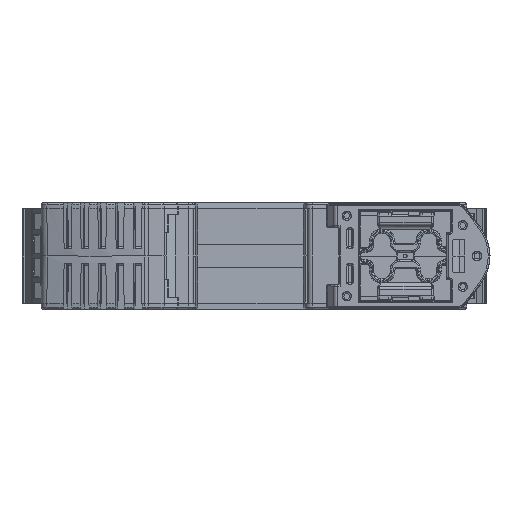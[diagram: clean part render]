
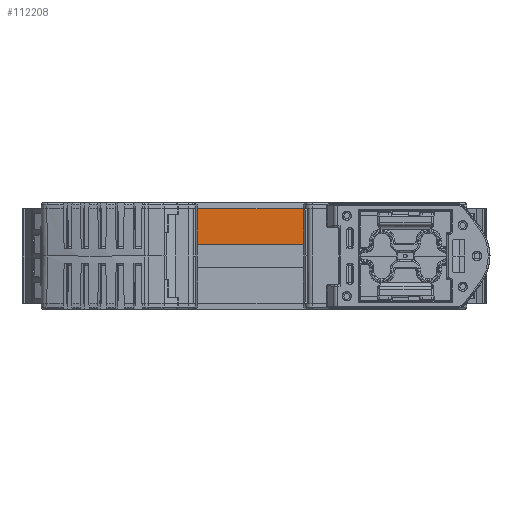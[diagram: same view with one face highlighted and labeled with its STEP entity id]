
A CAD part, left-side view. The second image highlights one B-rep face of the part: STEP entity #112208.
In plain terms, the highlighted planar face has unit normal (-1, 0, -0.009).
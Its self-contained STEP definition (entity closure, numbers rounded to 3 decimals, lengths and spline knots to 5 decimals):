
#2993 = VECTOR ( 'NONE', #84593, 39.37008 ) ;
#3661 = LINE ( 'NONE', #93546, #2993 ) ;
#4453 = VERTEX_POINT ( 'NONE', #57590 ) ;
#5935 = ORIENTED_EDGE ( 'NONE', *, *, #67554, .F. ) ;
#9220 = CARTESIAN_POINT ( 'NONE',  ( -1.83071, 0.4688, 0.3937 ) ) ;
#9473 = CARTESIAN_POINT ( 'NONE',  ( -1.83071, 0.4688, 0.3937 ) ) ;
#15912 = VECTOR ( 'NONE', #16732, 39.37008 ) ;
#16732 = DIRECTION ( 'NONE',  ( 0., 1., 0. ) ) ;
#19288 = FACE_OUTER_BOUND ( 'NONE', #99443, .T. ) ;
#20093 = LINE ( 'NONE', #9473, #66151 ) ;
#23579 = CARTESIAN_POINT ( 'NONE',  ( -1.83071, 0.4688, 0.3937 ) ) ;
#24078 = CARTESIAN_POINT ( 'NONE',  ( -1.83071, -0.40915, 0.3937 ) ) ;
#25600 = EDGE_CURVE ( 'NONE', #4453, #109941, #3661, .T. ) ;
#27584 = ORIENTED_EDGE ( 'NONE', *, *, #25600, .F. ) ;
#29099 = ORIENTED_EDGE ( 'NONE', *, *, #114871, .F. ) ;
#29567 = VERTEX_POINT ( 'NONE', #104642 ) ;
#36563 = DIRECTION ( 'NONE',  ( 0.009, 0., -1. ) ) ;
#46922 = DIRECTION ( 'NONE',  ( 0., -1., 0. ) ) ;
#57590 = CARTESIAN_POINT ( 'NONE',  ( -1.82813, 0.47106, 0.09816 ) ) ;
#66151 = VECTOR ( 'NONE', #46922, 39.37008 ) ;
#67554 = EDGE_CURVE ( 'NONE', #29567, #4453, #69739, .T. ) ;
#69739 = LINE ( 'NONE', #87608, #15912 ) ;
#69954 = VERTEX_POINT ( 'NONE', #24078 ) ;
#79293 = ORIENTED_EDGE ( 'NONE', *, *, #80765, .F. ) ;
#80765 = EDGE_CURVE ( 'NONE', #69954, #29567, #81195, .T. ) ;
#81195 = LINE ( 'NONE', #110946, #104745 ) ;
#81232 = DIRECTION ( 'NONE',  ( -1., 0., -0.009 ) ) ;
#81835 = PLANE ( 'NONE',  #82091 ) ;
#82091 = AXIS2_PLACEMENT_3D ( 'NONE', #9220, #81232, #36563 ) ;
#82959 = DIRECTION ( 'NONE',  ( 0.009, -0.008, -1. ) ) ;
#84593 = DIRECTION ( 'NONE',  ( -0.009, -0.008, 1. ) ) ;
#87608 = CARTESIAN_POINT ( 'NONE',  ( -1.82813, 0.4688, 0.09816 ) ) ;
#93546 = CARTESIAN_POINT ( 'NONE',  ( -1.82727, 0.47181, 0. ) ) ;
#99443 = EDGE_LOOP ( 'NONE', ( #5935, #79293, #29099, #27584 ) ) ;
#104642 = CARTESIAN_POINT ( 'NONE',  ( -1.82813, -0.41141, 0.09816 ) ) ;
#104745 = VECTOR ( 'NONE', #82959, 39.37008 ) ;
#109941 = VERTEX_POINT ( 'NONE', #23579 ) ;
#110946 = CARTESIAN_POINT ( 'NONE',  ( -1.83071, -0.40915, 0.3937 ) ) ;
#112208 = ADVANCED_FACE ( 'NONE', ( #19288 ), #81835, .T. ) ;
#114871 = EDGE_CURVE ( 'NONE', #109941, #69954, #20093, .T. ) ;
